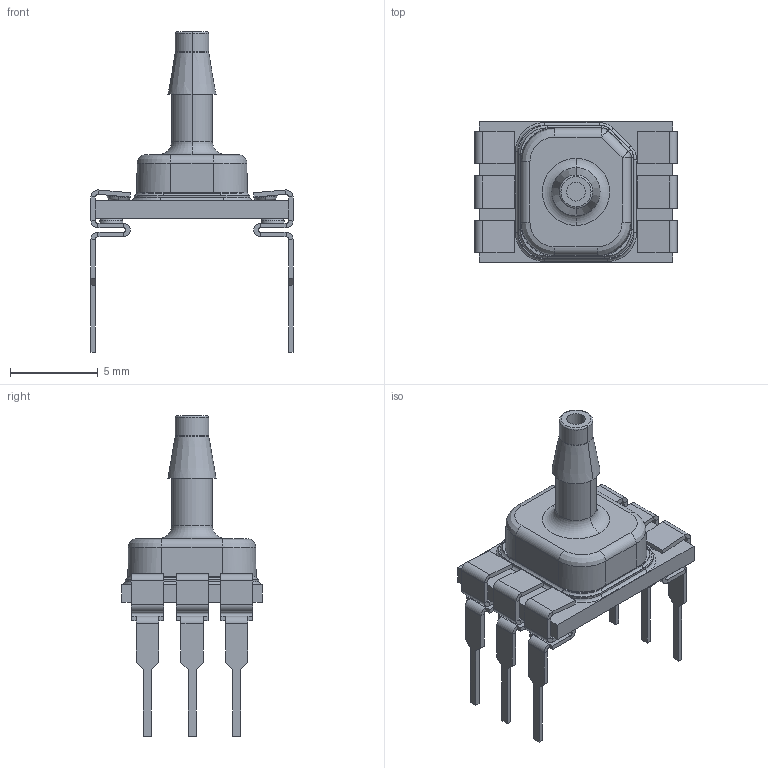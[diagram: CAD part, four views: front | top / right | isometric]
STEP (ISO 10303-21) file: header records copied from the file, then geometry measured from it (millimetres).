
FILE_DESCRIPTION((''),'2;1');
FILE_NAME('32303982_WET','2015-04-29T',('H116907'),(''),'PRO/ENGINEER BY PARAMETRIC TECHNOLOGY CORPORATION, 2013410','PRO/ENGINEER BY PARAMETRIC TECHNOLOGY CORPORATION, 2013410','');
FILE_SCHEMA(('CONFIG_CONTROL_DESIGN'));
Length unit declared in the file: millimetre
Products named in the file (1): 32303982_WET
Bounding box: 11.5 x 8 x 18.25 mm (x, y, z)
Volume: 261.1 mm3; surface area: 576.2 mm2
Topology: 1 solids, 1 shells, 424 faces, 955 edges, 538 vertices
Faces by surface type: plane 265, cylinder 88, torus 28, cone 26, bspline 15, sphere 2
Entity records: 12388 total; most frequent: CARTESIAN_POINT 2876, DIRECTION 2030, ORIENTED_EDGE 1910, EDGE_CURVE 955, AXIS2_PLACEMENT_3D 691, VECTOR 648, LINE 648, VERTEX_POINT 538
